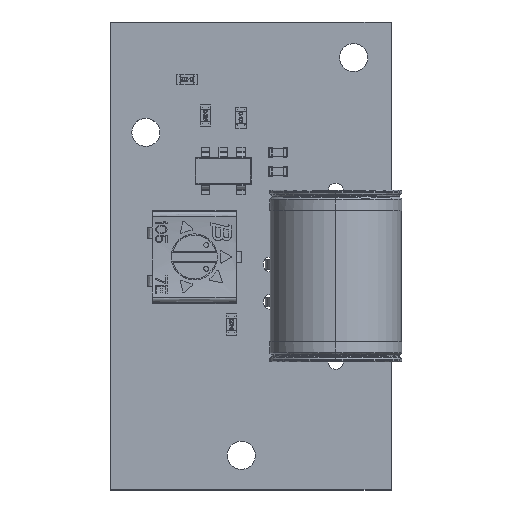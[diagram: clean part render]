
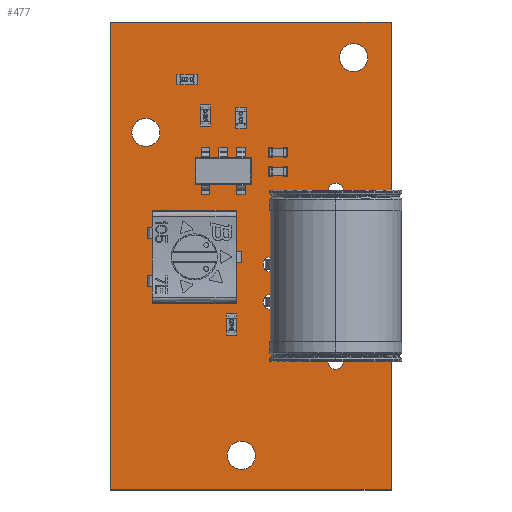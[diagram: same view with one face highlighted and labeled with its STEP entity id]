
A CAD part, top view. The second image highlights one B-rep face of the part: STEP entity #477.
In plain terms, the highlighted planar face has unit normal (0, 0, 1).
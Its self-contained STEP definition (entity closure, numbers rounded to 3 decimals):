
#96 = VERTEX_POINT('',#97);
#97 = CARTESIAN_POINT('',(0.,0.,0.411));
#103 = EDGE_CURVE('',#96,#104,#106,.T.);
#104 = VERTEX_POINT('',#105);
#105 = CARTESIAN_POINT('',(15.,0.,0.411));
#106 = LINE('',#107,#108);
#107 = CARTESIAN_POINT('',(0.,0.,0.411));
#108 = VECTOR('',#109,1.);
#109 = DIRECTION('',(1.,0.,0.));
#134 = EDGE_CURVE('',#104,#135,#137,.T.);
#135 = VERTEX_POINT('',#136);
#136 = CARTESIAN_POINT('',(15.,25.,0.411));
#137 = LINE('',#138,#139);
#138 = CARTESIAN_POINT('',(15.,0.,0.411));
#139 = VECTOR('',#140,1.);
#140 = DIRECTION('',(0.,1.,0.));
#165 = EDGE_CURVE('',#135,#166,#168,.T.);
#166 = VERTEX_POINT('',#167);
#167 = CARTESIAN_POINT('',(0.,25.,0.411));
#168 = LINE('',#169,#170);
#169 = CARTESIAN_POINT('',(15.,25.,0.411));
#170 = VECTOR('',#171,1.);
#171 = DIRECTION('',(-1.,0.,0.));
#196 = EDGE_CURVE('',#166,#96,#197,.T.);
#197 = LINE('',#198,#199);
#198 = CARTESIAN_POINT('',(0.,25.,0.411));
#199 = VECTOR('',#200,1.);
#200 = DIRECTION('',(0.,-1.,0.));
#220 = VERTEX_POINT('',#221);
#221 = CARTESIAN_POINT('',(7.75,1.85,0.411));
#227 = EDGE_CURVE('',#220,#220,#228,.T.);
#228 = CIRCLE('',#229,0.75);
#229 = AXIS2_PLACEMENT_3D('',#230,#231,#232);
#230 = CARTESIAN_POINT('',(7.,1.85,0.411));
#231 = DIRECTION('',(0.,0.,1.));
#232 = DIRECTION('',(1.,0.,0.));
#253 = VERTEX_POINT('',#254);
#254 = CARTESIAN_POINT('',(2.65,19.1,0.411));
#260 = EDGE_CURVE('',#253,#253,#261,.T.);
#261 = CIRCLE('',#262,0.75);
#262 = AXIS2_PLACEMENT_3D('',#263,#264,#265);
#263 = CARTESIAN_POINT('',(1.9,19.1,0.411));
#264 = DIRECTION('',(0.,0.,1.));
#265 = DIRECTION('',(1.,0.,0.));
#286 = VERTEX_POINT('',#287);
#287 = CARTESIAN_POINT('',(8.959,12.049,0.411));
#293 = EDGE_CURVE('',#286,#286,#294,.T.);
#294 = CIRCLE('',#295,0.4);
#295 = AXIS2_PLACEMENT_3D('',#296,#297,#298);
#296 = CARTESIAN_POINT('',(8.559,12.049,0.411));
#297 = DIRECTION('',(0.,0.,1.));
#298 = DIRECTION('',(1.,0.,0.));
#319 = VERTEX_POINT('',#320);
#320 = CARTESIAN_POINT('',(8.959,10.049,0.411));
#326 = EDGE_CURVE('',#319,#319,#327,.T.);
#327 = CIRCLE('',#328,0.4);
#328 = AXIS2_PLACEMENT_3D('',#329,#330,#331);
#329 = CARTESIAN_POINT('',(8.559,10.049,0.411));
#330 = DIRECTION('',(0.,0.,1.));
#331 = DIRECTION('',(1.,0.,0.));
#352 = VERTEX_POINT('',#353);
#353 = CARTESIAN_POINT('',(12.444,6.847,0.411));
#359 = EDGE_CURVE('',#352,#352,#360,.T.);
#360 = CIRCLE('',#361,0.4);
#361 = AXIS2_PLACEMENT_3D('',#362,#363,#364);
#362 = CARTESIAN_POINT('',(12.044,6.847,0.411));
#363 = DIRECTION('',(0.,0.,1.));
#364 = DIRECTION('',(1.,0.,0.));
#385 = VERTEX_POINT('',#386);
#386 = CARTESIAN_POINT('',(12.444,15.997,0.411));
#392 = EDGE_CURVE('',#385,#385,#393,.T.);
#393 = CIRCLE('',#394,0.4);
#394 = AXIS2_PLACEMENT_3D('',#395,#396,#397);
#395 = CARTESIAN_POINT('',(12.044,15.997,0.411));
#396 = DIRECTION('',(0.,0.,1.));
#397 = DIRECTION('',(1.,0.,0.));
#418 = VERTEX_POINT('',#419);
#419 = CARTESIAN_POINT('',(13.75,23.1,0.411));
#425 = EDGE_CURVE('',#418,#418,#426,.T.);
#426 = CIRCLE('',#427,0.75);
#427 = AXIS2_PLACEMENT_3D('',#428,#429,#430);
#428 = CARTESIAN_POINT('',(13.,23.1,0.411));
#429 = DIRECTION('',(0.,0.,1.));
#430 = DIRECTION('',(1.,0.,0.));
#477 = ADVANCED_FACE('',(#478,#484,#487,#490,#493,#496,#499,#502),#505,
  .F.);
#478 = FACE_BOUND('',#479,.T.);
#479 = EDGE_LOOP('',(#480,#481,#482,#483));
#480 = ORIENTED_EDGE('',*,*,#103,.T.);
#481 = ORIENTED_EDGE('',*,*,#134,.T.);
#482 = ORIENTED_EDGE('',*,*,#165,.T.);
#483 = ORIENTED_EDGE('',*,*,#196,.T.);
#484 = FACE_BOUND('',#485,.F.);
#485 = EDGE_LOOP('',(#486));
#486 = ORIENTED_EDGE('',*,*,#227,.T.);
#487 = FACE_BOUND('',#488,.F.);
#488 = EDGE_LOOP('',(#489));
#489 = ORIENTED_EDGE('',*,*,#260,.T.);
#490 = FACE_BOUND('',#491,.F.);
#491 = EDGE_LOOP('',(#492));
#492 = ORIENTED_EDGE('',*,*,#293,.T.);
#493 = FACE_BOUND('',#494,.F.);
#494 = EDGE_LOOP('',(#495));
#495 = ORIENTED_EDGE('',*,*,#326,.T.);
#496 = FACE_BOUND('',#497,.F.);
#497 = EDGE_LOOP('',(#498));
#498 = ORIENTED_EDGE('',*,*,#359,.T.);
#499 = FACE_BOUND('',#500,.F.);
#500 = EDGE_LOOP('',(#501));
#501 = ORIENTED_EDGE('',*,*,#392,.T.);
#502 = FACE_BOUND('',#503,.F.);
#503 = EDGE_LOOP('',(#504));
#504 = ORIENTED_EDGE('',*,*,#425,.T.);
#505 = PLANE('',#506);
#506 = AXIS2_PLACEMENT_3D('',#507,#508,#509);
#507 = CARTESIAN_POINT('',(0.,0.,0.411));
#508 = DIRECTION('',(0.,0.,-1.));
#509 = DIRECTION('',(-1.,0.,0.));
